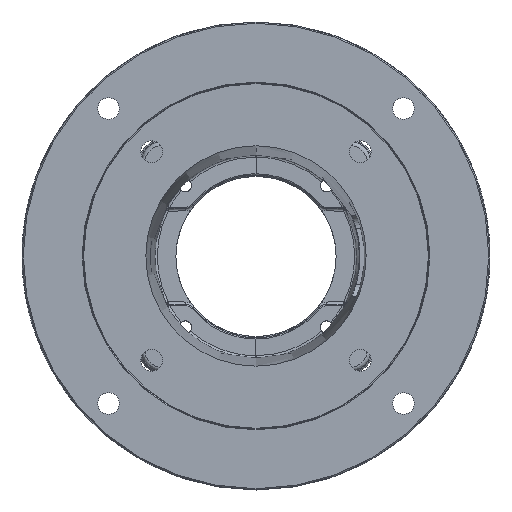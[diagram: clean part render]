
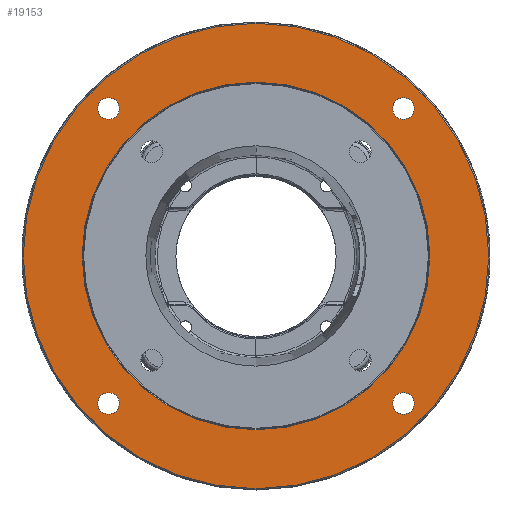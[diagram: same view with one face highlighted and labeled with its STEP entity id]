
A CAD part, top view. The second image highlights one B-rep face of the part: STEP entity #19153.
In plain terms, the highlighted planar face has unit normal (0, 0, 1).
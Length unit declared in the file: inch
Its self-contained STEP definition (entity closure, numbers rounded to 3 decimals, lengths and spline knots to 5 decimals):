
#35=CARTESIAN_POINT('',(0.,0.,-0.08));
#36=DIRECTION('',(0.,0.,1.));
#37=DIRECTION('',(0.,1.,0.));
#38=AXIS2_PLACEMENT_3D('',#35,#36,#37);
#44=CARTESIAN_POINT('',(0.,0.,-0.08));
#45=DIRECTION('',(0.,0.,-1.));
#46=DIRECTION('',(0.,1.,0.));
#47=AXIS2_PLACEMENT_3D('',#44,#45,#46);
#3755=CARTESIAN_POINT('',(-3.62392,3.62392,-0.08));
#3756=DIRECTION('',(0.,0.,-1.));
#3757=DIRECTION('',(-0.707,0.707,0.));
#3758=AXIS2_PLACEMENT_3D('',#3755,#3756,#3757);
#3760=CARTESIAN_POINT('',(-3.62392,3.62392,-0.08));
#3761=DIRECTION('',(0.,0.,-1.));
#3762=DIRECTION('',(0.707,-0.707,0.));
#3763=AXIS2_PLACEMENT_3D('',#3760,#3761,#3762);
#3765=CARTESIAN_POINT('',(-3.62392,-3.62392,-0.08));
#3766=DIRECTION('',(0.,0.,-1.));
#3767=DIRECTION('',(-0.707,-0.707,0.));
#3768=AXIS2_PLACEMENT_3D('',#3765,#3766,#3767);
#3770=CARTESIAN_POINT('',(-3.62392,-3.62392,-0.08));
#3771=DIRECTION('',(0.,0.,-1.));
#3772=DIRECTION('',(0.707,0.707,0.));
#3773=AXIS2_PLACEMENT_3D('',#3770,#3771,#3772);
#3775=CARTESIAN_POINT('',(3.62392,-3.62392,-0.08));
#3776=DIRECTION('',(0.,0.,-1.));
#3777=DIRECTION('',(0.707,-0.707,0.));
#3778=AXIS2_PLACEMENT_3D('',#3775,#3776,#3777);
#3780=CARTESIAN_POINT('',(3.62392,-3.62392,-0.08));
#3781=DIRECTION('',(0.,0.,-1.));
#3782=DIRECTION('',(-0.707,0.707,0.));
#3783=AXIS2_PLACEMENT_3D('',#3780,#3781,#3782);
#3785=CARTESIAN_POINT('',(3.62392,3.62392,-0.08));
#3786=DIRECTION('',(0.,0.,-1.));
#3787=DIRECTION('',(0.707,0.707,0.));
#3788=AXIS2_PLACEMENT_3D('',#3785,#3786,#3787);
#3790=CARTESIAN_POINT('',(3.62392,3.62392,-0.08));
#3791=DIRECTION('',(0.,0.,-1.));
#3792=DIRECTION('',(-0.707,-0.707,0.));
#3793=AXIS2_PLACEMENT_3D('',#3790,#3791,#3792);
#3795=CARTESIAN_POINT('',(0.,0.,-0.08));
#3796=DIRECTION('',(0.,0.,1.));
#3797=DIRECTION('',(0.,1.,0.));
#3798=AXIS2_PLACEMENT_3D('',#3795,#3796,#3797);
#3800=CARTESIAN_POINT('',(0.,0.,-0.08));
#3801=DIRECTION('',(0.,0.,1.));
#3802=DIRECTION('',(0.,-1.,0.));
#3803=AXIS2_PLACEMENT_3D('',#3800,#3801,#3802);
#12111=CARTESIAN_POINT('',(0.,5.72,-0.08));
#12112=CARTESIAN_POINT('',(0.,-5.72,-0.08));
#12113=VERTEX_POINT('',#12111);
#12114=VERTEX_POINT('',#12112);
#12135=CARTESIAN_POINT('',(-3.81131,3.81131,-0.08));
#12136=CARTESIAN_POINT('',(-3.43654,3.43654,-0.08));
#12137=VERTEX_POINT('',#12135);
#12138=VERTEX_POINT('',#12136);
#12179=CARTESIAN_POINT('',(-3.81131,-3.81131,-0.08));
#12180=CARTESIAN_POINT('',(-3.43654,-3.43654,-0.08));
#12181=VERTEX_POINT('',#12179);
#12182=VERTEX_POINT('',#12180);
#12187=CARTESIAN_POINT('',(3.81131,-3.81131,-0.08));
#12188=CARTESIAN_POINT('',(3.43654,-3.43654,-0.08));
#12189=VERTEX_POINT('',#12187);
#12190=VERTEX_POINT('',#12188);
#12195=CARTESIAN_POINT('',(3.81131,3.81131,-0.08));
#12196=CARTESIAN_POINT('',(3.43654,3.43654,-0.08));
#12197=VERTEX_POINT('',#12195);
#12198=VERTEX_POINT('',#12196);
#12215=CARTESIAN_POINT('',(0.,4.271,-0.08));
#12216=CARTESIAN_POINT('',(0.,-4.271,-0.08));
#12217=VERTEX_POINT('',#12215);
#12218=VERTEX_POINT('',#12216);
#19115=CARTESIAN_POINT('',(0.,0.,-0.08));
#19116=DIRECTION('',(0.,0.,1.));
#19117=DIRECTION('',(0.,1.,0.));
#19118=AXIS2_PLACEMENT_3D('',#19115,#19116,#19117);
#19119=PLANE('',#19118);
#19120=ORIENTED_EDGE('',*,*,#12462,.T.);
#19121=ORIENTED_EDGE('',*,*,#12447,.F.);
#19122=EDGE_LOOP('',(#19120,#19121));
#19123=FACE_OUTER_BOUND('',#19122,.F.);
#19125=ORIENTED_EDGE('',*,*,#19124,.F.);
#19127=ORIENTED_EDGE('',*,*,#19126,.F.);
#19128=EDGE_LOOP('',(#19125,#19127));
#19129=FACE_BOUND('',#19128,.F.);
#19131=ORIENTED_EDGE('',*,*,#19130,.F.);
#19133=ORIENTED_EDGE('',*,*,#19132,.F.);
#19134=EDGE_LOOP('',(#19131,#19133));
#19135=FACE_BOUND('',#19134,.F.);
#19137=ORIENTED_EDGE('',*,*,#19136,.F.);
#19139=ORIENTED_EDGE('',*,*,#19138,.F.);
#19140=EDGE_LOOP('',(#19137,#19139));
#19141=FACE_BOUND('',#19140,.F.);
#19143=ORIENTED_EDGE('',*,*,#19142,.F.);
#19145=ORIENTED_EDGE('',*,*,#19144,.F.);
#19146=EDGE_LOOP('',(#19143,#19145));
#19147=FACE_BOUND('',#19146,.F.);
#19149=ORIENTED_EDGE('',*,*,#19148,.T.);
#19150=ORIENTED_EDGE('',*,*,#19105,.T.);
#19151=EDGE_LOOP('',(#19149,#19150));
#19152=FACE_BOUND('',#19151,.F.);
#19153=ADVANCED_FACE('',(#19123,#19129,#19135,#19141,#19147,#19152),#19119,.T.);
#39=CIRCLE('',#38,5.72);
#48=CIRCLE('',#47,5.72);
#3759=CIRCLE('',#3758,0.265);
#3764=CIRCLE('',#3763,0.265);
#3769=CIRCLE('',#3768,0.265);
#3774=CIRCLE('',#3773,0.265);
#3779=CIRCLE('',#3778,0.265);
#3784=CIRCLE('',#3783,0.265);
#3789=CIRCLE('',#3788,0.265);
#3794=CIRCLE('',#3793,0.265);
#3799=CIRCLE('',#3798,4.271);
#3804=CIRCLE('',#3803,4.271);
#12447=EDGE_CURVE('',#12113,#12114,#39,.T.);
#12462=EDGE_CURVE('',#12113,#12114,#48,.T.);
#19105=EDGE_CURVE('',#12218,#12217,#3804,.T.);
#19124=EDGE_CURVE('',#12137,#12138,#3759,.T.);
#19126=EDGE_CURVE('',#12138,#12137,#3764,.T.);
#19130=EDGE_CURVE('',#12181,#12182,#3769,.T.);
#19132=EDGE_CURVE('',#12182,#12181,#3774,.T.);
#19136=EDGE_CURVE('',#12189,#12190,#3779,.T.);
#19138=EDGE_CURVE('',#12190,#12189,#3784,.T.);
#19142=EDGE_CURVE('',#12197,#12198,#3789,.T.);
#19144=EDGE_CURVE('',#12198,#12197,#3794,.T.);
#19148=EDGE_CURVE('',#12217,#12218,#3799,.T.);
